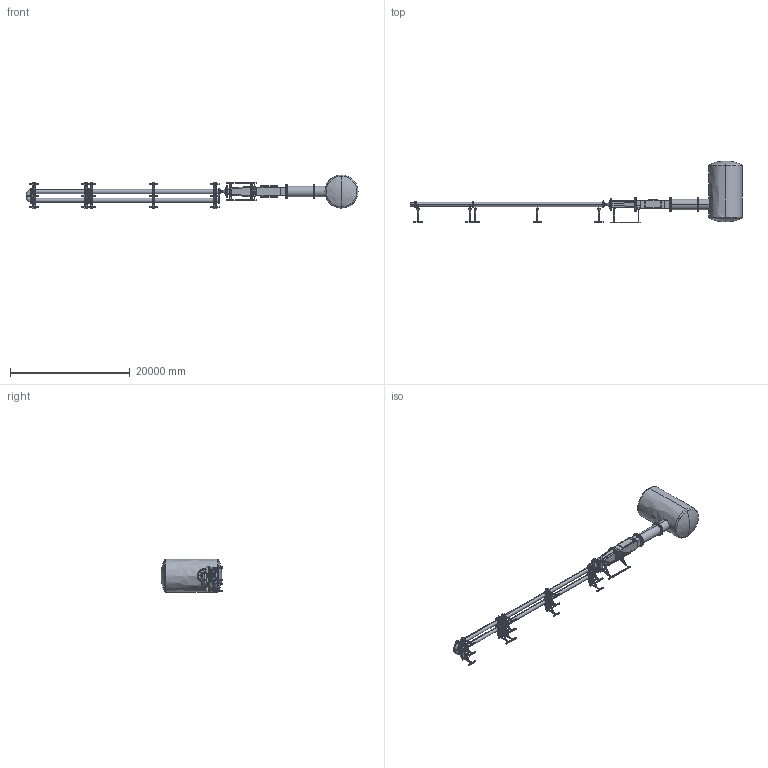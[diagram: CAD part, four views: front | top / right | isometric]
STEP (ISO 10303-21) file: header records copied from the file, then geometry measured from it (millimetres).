
FILE_DESCRIPTION(('FreeCAD Model'),'2;1');
FILE_NAME('Open CASCADE Shape Model','2025-04-27T06:14:03',('FreeCAD'),( 'FreeCAD'),'Open CASCADE STEP processor 7.6','FreeCAD','Unknown');
FILE_SCHEMA(('AUTOMOTIVE_DESIGN { 1 0 10303 214 1 1 1 1 }'));
Products named in the file (1): Open CASCADE STEP translator 7.6 1
Bounding box: 55412.91 x 10332.81 x 5654.37 mm (x, y, z)
Volume: 65863749987.8 mm3; surface area: 1039821839.6 mm2
Topology: 112 solids, 112 shells, 2281 faces, 6026 edges, 3994 vertices
Faces by surface type: bspline 2281
Entity records: 70376 total; most frequent: CARTESIAN_POINT 35371, ORIENTED_EDGE 12036, EDGE_CURVE 6018, VERTEX_POINT 3994, B_SPLINE_CURVE_WITH_KNOTS 3626, FACE_BOUND 2872, EDGE_LOOP 2872, ADVANCED_FACE 2281
